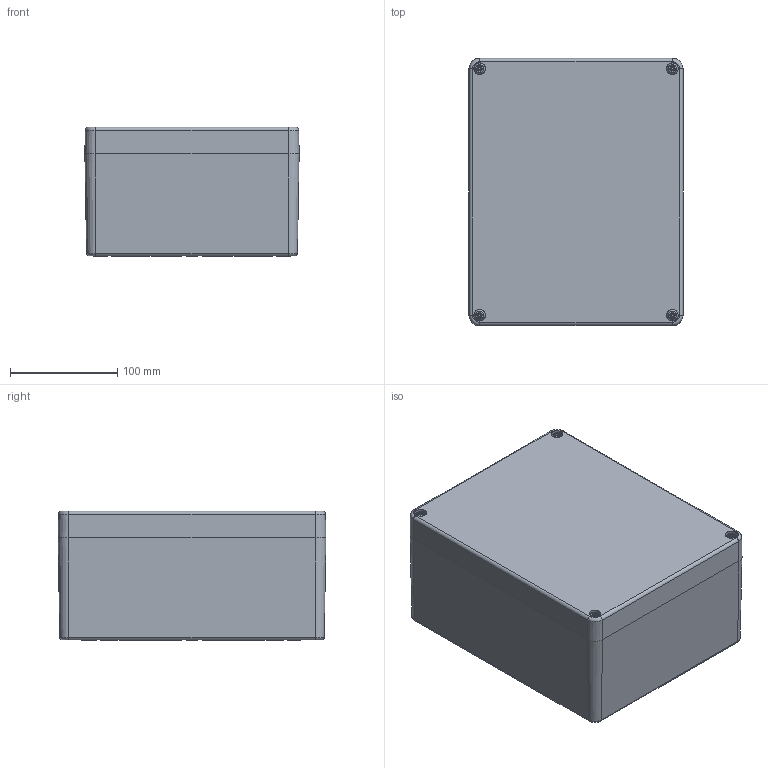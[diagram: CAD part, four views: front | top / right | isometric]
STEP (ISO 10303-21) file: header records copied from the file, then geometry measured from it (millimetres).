
FILE_DESCRIPTION((''),'2;1');
FILE_NAME('0201101620-MBP_202512_VE.stp','2015-01-15T17:30:38',('robin.rentz'),(''),'Autodesk Inventor 2012','Autodesk Inventor 2012','');
FILE_SCHEMA(('AUTOMOTIVE_DESIGN { 1 2 10303 214 0 1 1 1 }'));
Length unit declared in the file: millimetre
Products named in the file (5): 0201101620-MBP_202512_VE; 0201101620-UT_202512_VE; 0201101620-OT_202512_VE; xxx-O-Ring-MBP_202512; Schraube BM 6x30
Assembly tree (7 placements, depth 2):
  0201101620-MBP_202512_VE
    0201101620-UT_202512_VE
    0201101620-OT_202512_VE
    xxx-O-Ring-MBP_202512
    Schraube BM 6x30  x4
Bounding box: 200 x 250 x 121 mm (x, y, z)
Volume: 1317723.6 mm3; surface area: 430816.7 mm2
Topology: 7 solids, 7 shells, 1106 faces, 2796 edges, 1776 vertices
Faces by surface type: plane 416, bspline 240, cylinder 178, cone 152, torus 116, sphere 4
Full cylindrical faces by diameter (mm): 4.917 x10, 5 x4, 6 x4, 7 x8, 10 x4, 11 x4, 12 x4
Entity records: 31014 total; most frequent: CARTESIAN_POINT 8818, ORIENTED_EDGE 4808, DIRECTION 4038, EDGE_CURVE 2404, VERTEX_POINT 1558, AXIS2_PLACEMENT_3D 1390, VECTOR 1258, LINE 1258
